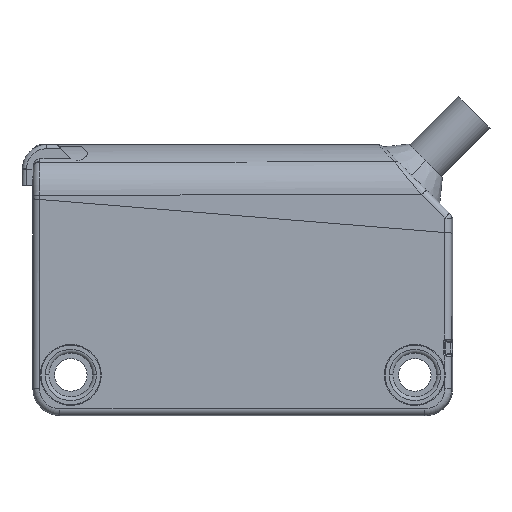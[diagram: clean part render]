
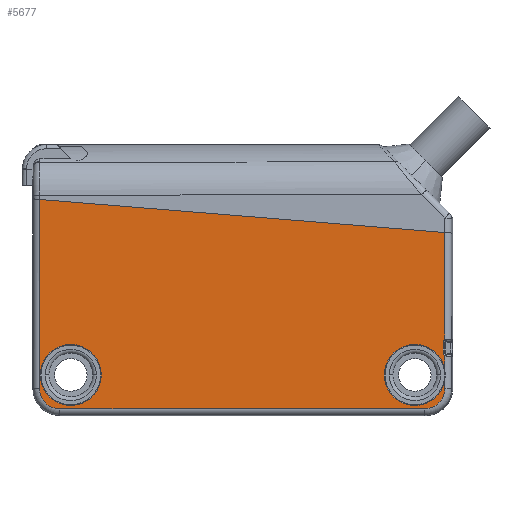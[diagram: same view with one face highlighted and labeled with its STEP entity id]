
A CAD part, left-side view. The second image highlights one B-rep face of the part: STEP entity #5677.
In plain terms, the highlighted planar face has unit normal (-1, 0, 0).
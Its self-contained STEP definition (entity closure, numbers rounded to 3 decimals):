
#813=DIRECTION('',(0.,0.,-1.));
#814=VECTOR('',#813,13.959);
#815=CARTESIAN_POINT('',(-5.5,32.2,0.147));
#816=LINE('',#815,#814);
#829=CARTESIAN_POINT('',(-5.5,2.2,-10.412));
#830=DIRECTION('',(-1.,0.,0.));
#831=DIRECTION('',(0.,0.437,0.9));
#832=AXIS2_PLACEMENT_3D('',#829,#830,#831);
#834=CARTESIAN_POINT('',(-5.5,2.2,-11.212));
#835=DIRECTION('',(-1.,0.,0.));
#836=DIRECTION('',(0.,1.,0.));
#837=AXIS2_PLACEMENT_3D('',#834,#835,#836);
#839=CARTESIAN_POINT('',(-5.5,4.5,-12.812));
#840=DIRECTION('',(-1.,0.,0.));
#841=DIRECTION('',(0.,-0.983,0.181));
#842=AXIS2_PLACEMENT_3D('',#839,#840,#841);
#844=CARTESIAN_POINT('',(-5.5,4.5,-12.812));
#845=DIRECTION('',(-1.,0.,0.));
#846=DIRECTION('',(0.,0.,1.));
#847=AXIS2_PLACEMENT_3D('',#844,#845,#846);
#849=CARTESIAN_POINT('',(-5.5,4.5,-12.812));
#850=DIRECTION('',(-1.,0.,0.));
#851=DIRECTION('',(0.,0.,-1.));
#852=AXIS2_PLACEMENT_3D('',#849,#850,#851);
#854=CARTESIAN_POINT('',(-5.5,3.788,-13.812));
#855=DIRECTION('',(1.,0.,0.));
#856=DIRECTION('',(0.,-1.,0.));
#857=AXIS2_PLACEMENT_3D('',#854,#855,#856);
#859=CARTESIAN_POINT('',(-5.5,30.7,-13.812));
#860=DIRECTION('',(1.,0.,0.));
#861=DIRECTION('',(0.,0.,-1.));
#862=AXIS2_PLACEMENT_3D('',#859,#860,#861);
#864=DIRECTION('',(0.,-0.997,-0.081));
#865=VECTOR('',#864,30.012);
#866=CARTESIAN_POINT('',(-5.5,32.2,0.147));
#867=LINE('',#866,#865);
#868=CARTESIAN_POINT('',(-5.5,29.9,-12.812));
#869=DIRECTION('',(-1.,0.,0.));
#870=DIRECTION('',(0.,0.,1.));
#871=AXIS2_PLACEMENT_3D('',#868,#869,#870);
#873=CARTESIAN_POINT('',(-5.5,29.9,-12.812));
#874=DIRECTION('',(-1.,0.,0.));
#875=DIRECTION('',(0.,0.,-1.));
#876=AXIS2_PLACEMENT_3D('',#873,#874,#875);
#923=DIRECTION('',(0.,0.,1.));
#924=VECTOR('',#923,7.937);
#925=CARTESIAN_POINT('',(-5.5,2.288,-10.232));
#926=LINE('',#925,#924);
#927=CARTESIAN_POINT('',(-5.5,2.288,-2.295));
#1084=DIRECTION('',(0.,0.,1.));
#1085=VECTOR('',#1084,0.592);
#1086=CARTESIAN_POINT('',(-5.5,2.288,
-13.812));
#1087=LINE('',#1086,#1085);
#1102=DIRECTION('',(0.,0.,1.));
#1103=VECTOR('',#1102,1.012);
#1104=CARTESIAN_POINT('',(-5.5,2.288,-12.404));
#1105=LINE('',#1104,#1103);
#1140=DIRECTION('',(0.,0.,1.));
#1141=VECTOR('',#1140,0.8);
#1142=CARTESIAN_POINT('',(-5.5,2.4,
-11.212));
#1143=LINE('',#1142,#1141);
#1204=DIRECTION('',(0.,-1.,0.));
#1205=VECTOR('',#1204,26.912);
#1206=CARTESIAN_POINT('',(-5.5,30.7,
-15.312));
#1207=LINE('',#1206,#1205);
#3970=VERTEX_POINT('',#927);
#3971=CARTESIAN_POINT('',(-5.5,32.2,0.147));
#3972=VERTEX_POINT('',#3971);
#4021=CARTESIAN_POINT('',(-5.5,32.2,-13.812));
#4022=VERTEX_POINT('',#4021);
#4023=CARTESIAN_POINT('',(-5.5,2.288,
-10.232));
#4024=CARTESIAN_POINT('',(-5.5,2.4,
-10.412));
#4025=VERTEX_POINT('',#4023);
#4026=VERTEX_POINT('',#4024);
#4027=CARTESIAN_POINT('',(-5.5,2.4,
-11.212));
#4028=VERTEX_POINT('',#4027);
#4029=CARTESIAN_POINT('',(-5.5,2.288,
-11.392));
#4030=VERTEX_POINT('',#4029);
#4031=CARTESIAN_POINT('',(-5.5,2.288,-12.404));
#4032=VERTEX_POINT('',#4031);
#4033=CARTESIAN_POINT('',(-5.5,4.5,-10.562));
#4034=VERTEX_POINT('',#4033);
#4035=CARTESIAN_POINT('',(-5.5,4.5,-15.062));
#4036=VERTEX_POINT('',#4035);
#4037=CARTESIAN_POINT('',(-5.5,2.288,-13.22));
#4038=VERTEX_POINT('',#4037);
#4039=CARTESIAN_POINT('',(-5.5,2.288,
-13.812));
#4040=VERTEX_POINT('',#4039);
#4041=CARTESIAN_POINT('',(-5.5,3.788,
-15.312));
#4042=VERTEX_POINT('',#4041);
#4043=CARTESIAN_POINT('',(-5.5,30.7,
-15.312));
#4044=VERTEX_POINT('',#4043);
#4045=CARTESIAN_POINT('',(-5.5,29.9,-10.562));
#4046=CARTESIAN_POINT('',(-5.5,29.9,-15.062));
#4047=VERTEX_POINT('',#4045);
#4048=VERTEX_POINT('',#4046);
#5638=CARTESIAN_POINT('',(-5.5,17.244,-7.583));
#5639=DIRECTION('',(1.,0.,0.));
#5640=DIRECTION('',(0.,-1.,0.));
#5641=AXIS2_PLACEMENT_3D('',#5638,#5639,#5640);
#5642=PLANE('',#5641);
#5644=ORIENTED_EDGE('',*,*,#5643,.T.);
#5646=ORIENTED_EDGE('',*,*,#5645,.F.);
#5648=ORIENTED_EDGE('',*,*,#5647,.T.);
#5650=ORIENTED_EDGE('',*,*,#5649,.F.);
#5652=ORIENTED_EDGE('',*,*,#5651,.T.);
#5654=ORIENTED_EDGE('',*,*,#5653,.T.);
#5656=ORIENTED_EDGE('',*,*,#5655,.T.);
#5658=ORIENTED_EDGE('',*,*,#5657,.F.);
#5660=ORIENTED_EDGE('',*,*,#5659,.T.);
#5662=ORIENTED_EDGE('',*,*,#5661,.F.);
#5664=ORIENTED_EDGE('',*,*,#5663,.T.);
#5665=ORIENTED_EDGE('',*,*,#5622,.F.);
#5666=ORIENTED_EDGE('',*,*,#5505,.T.);
#5668=ORIENTED_EDGE('',*,*,#5667,.F.);
#5669=EDGE_LOOP('',(#5644,#5646,#5648,#5650,#5652,#5654,#5656,#5658,#5660,#5662,
#5664,#5665,#5666,#5668));
#5670=FACE_OUTER_BOUND('',#5669,.F.);
#5672=ORIENTED_EDGE('',*,*,#5671,.T.);
#5674=ORIENTED_EDGE('',*,*,#5673,.T.);
#5675=EDGE_LOOP('',(#5672,#5674));
#5676=FACE_BOUND('',#5675,.F.);
#5677=ADVANCED_FACE('',(#5670,#5676),#5642,.F.);
#833=CIRCLE('',#832,0.2);
#838=CIRCLE('',#837,0.2);
#843=CIRCLE('',#842,2.25);
#848=CIRCLE('',#847,2.25);
#853=CIRCLE('',#852,2.25);
#858=CIRCLE('',#857,1.5);
#863=CIRCLE('',#862,1.5);
#872=CIRCLE('',#871,2.25);
#877=CIRCLE('',#876,2.25);
#5505=EDGE_CURVE('',#3972,#3970,#867,.T.);
#5622=EDGE_CURVE('',#3972,#4022,#816,.T.);
#5643=EDGE_CURVE('',#4025,#4026,#833,.T.);
#5645=EDGE_CURVE('',#4028,#4026,#1143,.T.);
#5647=EDGE_CURVE('',#4028,#4030,#838,.T.);
#5649=EDGE_CURVE('',#4032,#4030,#1105,.T.);
#5651=EDGE_CURVE('',#4032,#4034,#843,.T.);
#5653=EDGE_CURVE('',#4034,#4036,#848,.T.);
#5655=EDGE_CURVE('',#4036,#4038,#853,.T.);
#5657=EDGE_CURVE('',#4040,#4038,#1087,.T.);
#5659=EDGE_CURVE('',#4040,#4042,#858,.T.);
#5661=EDGE_CURVE('',#4044,#4042,#1207,.T.);
#5663=EDGE_CURVE('',#4044,#4022,#863,.T.);
#5667=EDGE_CURVE('',#4025,#3970,#926,.T.);
#5671=EDGE_CURVE('',#4047,#4048,#872,.T.);
#5673=EDGE_CURVE('',#4048,#4047,#877,.T.);
